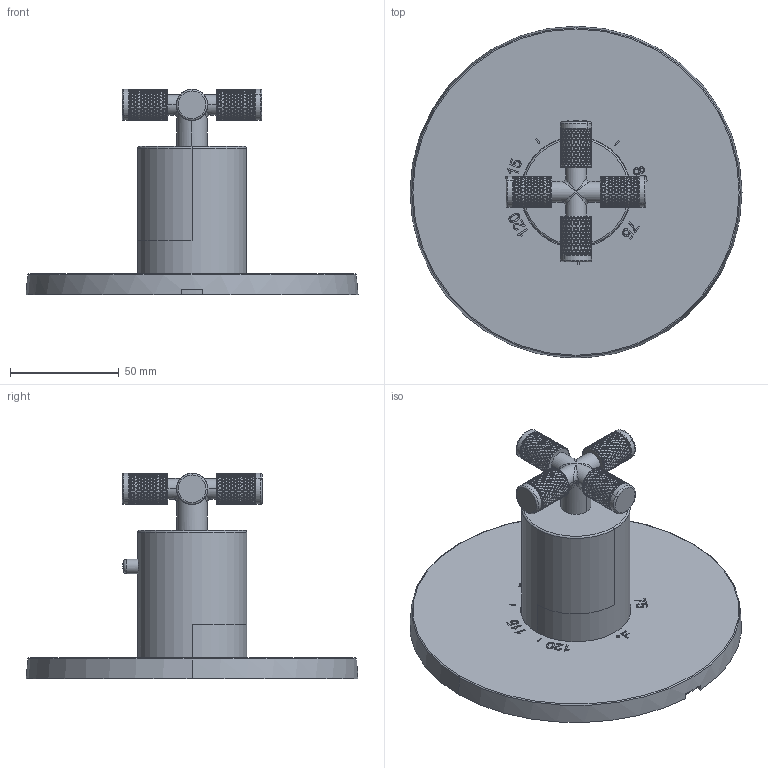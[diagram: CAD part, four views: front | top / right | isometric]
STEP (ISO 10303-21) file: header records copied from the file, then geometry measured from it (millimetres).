
FILE_DESCRIPTION((''),'2;1');
FILE_NAME('3-3434TR','2025-09-29T17:11:59',('nehatek'),(''),'CREO PARAMETRIC BY PTC INC, 2025093','CREO PARAMETRIC BY PTC INC, 2025093','');
FILE_SCHEMA(('CONFIG_CONTROL_DESIGN'));
Length unit declared in the file: inch
Products named in the file (1): 3-3434TR
Bounding box: 152.4 x 152.25 x 94.31 mm (x, y, z)
Volume: 304997.9 mm3; surface area: 57429.2 mm2
Topology: 1 solids, 1 shells, 7842 faces, 16327 edges, 8522 vertices
Faces by surface type: bspline 6062, cylinder 1430, extrusion 182, plane 120, torus 38, sphere 6, cone 4
Entity records: 325829 total; most frequent: CARTESIAN_POINT 213271, ORIENTED_EDGE 32650, EDGE_CURVE 16325, B_SPLINE_CURVE_WITH_KNOTS 15718, VERTEX_POINT 8522, EDGE_LOOP 7879, FACE_OUTER_BOUND 7842, ADVANCED_FACE 7842
